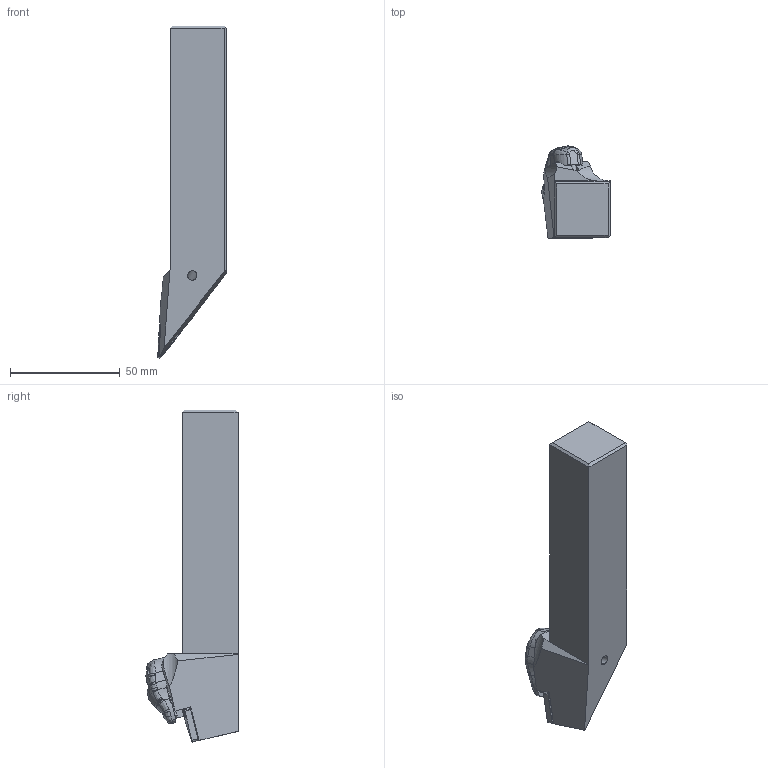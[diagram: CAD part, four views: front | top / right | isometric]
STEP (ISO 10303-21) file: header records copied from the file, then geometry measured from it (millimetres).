
FILE_DESCRIPTION(/* description */ (''),/* implementation_level */ '2;1');
FILE_NAME(/* name */ 'DVJNR-163.stp',/* time_stamp */ '2021-11-11T11:37:49+09:00',/* author */ (''),/* organization */ (''),/* preprocessor_version */ 'ST-DEVELOPER v16',/* originating_system */ 'SIEMENS PLM Software NX 10.0',/* authorisation */ '');
FILE_SCHEMA (('AUTOMOTIVE_DESIGN { 1 0 10303 214 3 1 1 1 }'));
Length unit declared in the file: millimetre
Products named in the file (1): DVJNR-163_ASM
Bounding box: 31.18 x 41.96 x 151.23 mm (x, y, z)
Volume: 89060.6 mm3; surface area: 18730.7 mm2
Topology: 6 solids, 6 shells, 281 faces, 748 edges, 479 vertices
Faces by surface type: cylinder 96, plane 76, bspline 64, torus 22, cone 17, sphere 6
Entity records: 13067 total; most frequent: CARTESIAN_POINT 6400, ORIENTED_EDGE 1480, DIRECTION 1219, EDGE_CURVE 740, AXIS2_PLACEMENT_3D 482, VERTEX_POINT 476, EDGE_LOOP 294, ADVANCED_FACE 281
